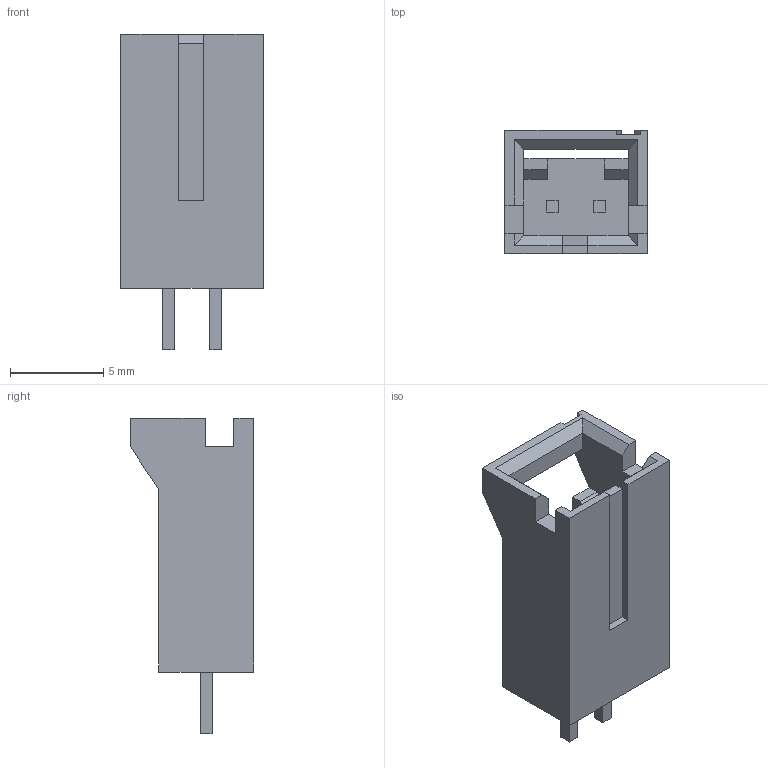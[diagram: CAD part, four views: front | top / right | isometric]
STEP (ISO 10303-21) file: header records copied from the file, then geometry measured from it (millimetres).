
FILE_DESCRIPTION((''),'2;1');
FILE_NAME('C-5-103908-1','2012-01-19T',('workeradm'),('Tyco Electronics Ltd.'),'PRO/ENGINEER BY PARAMETRIC TECHNOLOGY CORPORATION, 2010430','PRO/ENGINEER BY PARAMETRIC TECHNOLOGY CORPORATION, 2010430','');
FILE_SCHEMA(('AUTOMOTIVE_DESIGN { 1 0 10303 214 1 1 1 1 }'));
Length unit declared in the file: millimetre
Products named in the file (1): C-5-103908-1
Bounding box: 7.62 x 6.6 x 16.89 mm (x, y, z)
Volume: 345.4 mm3; surface area: 612.2 mm2
Topology: 1 solids, 1 shells, 67 faces, 180 edges, 117 vertices
Faces by surface type: plane 67
Entity records: 2305 total; most frequent: CARTESIAN_POINT 366, ORIENTED_EDGE 360, DIRECTION 314, VECTOR 180, LINE 180, EDGE_CURVE 180, VERTEX_POINT 117, EDGE_LOOP 71
